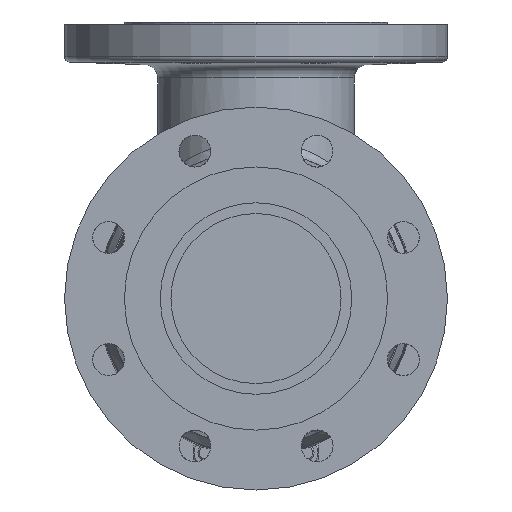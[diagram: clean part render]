
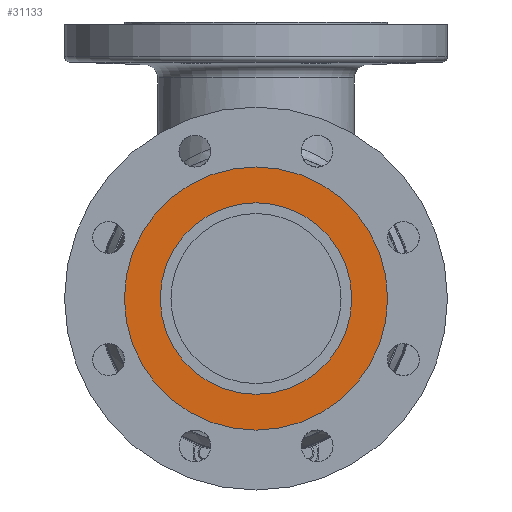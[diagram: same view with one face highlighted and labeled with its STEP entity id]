
A CAD part, front view. The second image highlights one B-rep face of the part: STEP entity #31133.
In plain terms, the highlighted planar face has unit normal (0, -1, 0).
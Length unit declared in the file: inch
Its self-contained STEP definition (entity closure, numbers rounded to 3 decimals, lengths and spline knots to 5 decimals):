
#866 = FACE_BOUND ( 'NONE', #25549, .T. ) ;
#1510 = CIRCLE ( 'NONE', #43025, 3.0935 ) ;
#3186 = AXIS2_PLACEMENT_3D ( 'NONE', #21934, #10808, #36942 ) ;
#3445 = EDGE_CURVE ( 'NONE', #28549, #36943, #29488, .T. ) ;
#3980 = EDGE_LOOP ( 'NONE', ( #13425, #39058 ) ) ;
#5047 = CARTESIAN_POINT ( 'NONE',  ( 0., -9.90625, 3.0935 ) ) ;
#5127 = DIRECTION ( 'NONE',  ( 0., 1., 0. ) ) ;
#7118 = AXIS2_PLACEMENT_3D ( 'NONE', #23515, #31045, #8633 ) ;
#7422 = CIRCLE ( 'NONE', #14979, 2.25 ) ;
#7895 = CARTESIAN_POINT ( 'NONE',  ( 0., -9.90625, 0. ) ) ;
#8025 = CARTESIAN_POINT ( 'NONE',  ( 0., -9.90625, 0. ) ) ;
#8633 = DIRECTION ( 'NONE',  ( 0., 0., 1. ) ) ;
#10218 = EDGE_CURVE ( 'NONE', #14603, #22700, #7422, .T. ) ;
#10808 = DIRECTION ( 'NONE',  ( 0., 1., 0. ) ) ;
#11496 = DIRECTION ( 'NONE',  ( 0., 0., 1. ) ) ;
#13425 = ORIENTED_EDGE ( 'NONE', *, *, #3445, .F. ) ;
#14603 = VERTEX_POINT ( 'NONE', #23945 ) ;
#14775 = CARTESIAN_POINT ( 'NONE',  ( 0., -9.90625, -2.25 ) ) ;
#14979 = AXIS2_PLACEMENT_3D ( 'NONE', #24536, #5127, #46078 ) ;
#17292 = CIRCLE ( 'NONE', #21822, 2.25 ) ;
#17459 = EDGE_CURVE ( 'NONE', #36943, #28549, #1510, .T. ) ;
#18420 = ORIENTED_EDGE ( 'NONE', *, *, #40758, .T. ) ;
#18845 = DIRECTION ( 'NONE',  ( 0., 1., 0. ) ) ;
#21822 = AXIS2_PLACEMENT_3D ( 'NONE', #7895, #18845, #11496 ) ;
#21934 = CARTESIAN_POINT ( 'NONE',  ( 0., -9.90625, 0. ) ) ;
#22700 = VERTEX_POINT ( 'NONE', #14775 ) ;
#23515 = CARTESIAN_POINT ( 'NONE',  ( 0., -9.90625, 0. ) ) ;
#23945 = CARTESIAN_POINT ( 'NONE',  ( 0., -9.90625, 2.25 ) ) ;
#24536 = CARTESIAN_POINT ( 'NONE',  ( 0., -9.90625, 0. ) ) ;
#25531 = PLANE ( 'NONE',  #3186 ) ;
#25549 = EDGE_LOOP ( 'NONE', ( #29150, #18420 ) ) ;
#25932 = FACE_OUTER_BOUND ( 'NONE', #3980, .T. ) ;
#28549 = VERTEX_POINT ( 'NONE', #5047 ) ;
#29150 = ORIENTED_EDGE ( 'NONE', *, *, #10218, .T. ) ;
#29488 = CIRCLE ( 'NONE', #7118, 3.0935 ) ;
#31045 = DIRECTION ( 'NONE',  ( 0., 1., 0. ) ) ;
#31133 = ADVANCED_FACE ( 'NONE', ( #866, #25932 ), #25531, .F. ) ;
#34185 = DIRECTION ( 'NONE',  ( 0., 1., 0. ) ) ;
#36942 = DIRECTION ( 'NONE',  ( 0., 0., 1. ) ) ;
#36943 = VERTEX_POINT ( 'NONE', #39556 ) ;
#39058 = ORIENTED_EDGE ( 'NONE', *, *, #17459, .F. ) ;
#39556 = CARTESIAN_POINT ( 'NONE',  ( 0., -9.90625, -3.0935 ) ) ;
#40758 = EDGE_CURVE ( 'NONE', #22700, #14603, #17292, .T. ) ;
#43025 = AXIS2_PLACEMENT_3D ( 'NONE', #8025, #34185, #45585 ) ;
#45585 = DIRECTION ( 'NONE',  ( 0., 0., 1. ) ) ;
#46078 = DIRECTION ( 'NONE',  ( 0., 0., 1. ) ) ;
